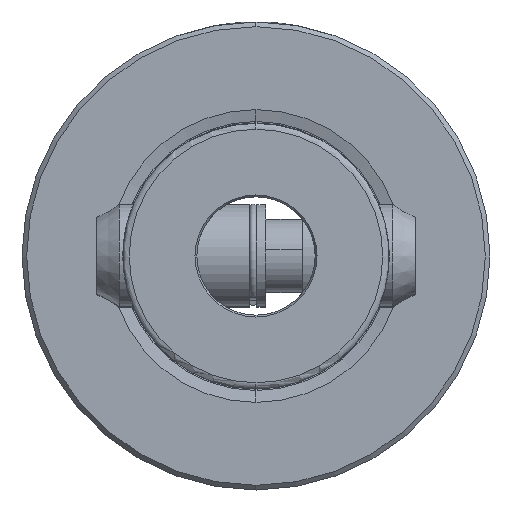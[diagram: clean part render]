
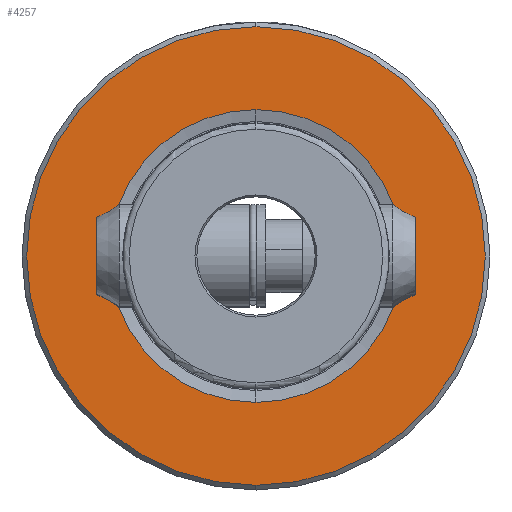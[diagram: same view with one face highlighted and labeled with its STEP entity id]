
A CAD part, left-side view. The second image highlights one B-rep face of the part: STEP entity #4257.
In plain terms, the highlighted face is planar.
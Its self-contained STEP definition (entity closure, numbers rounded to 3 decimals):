
#160 = DIRECTION ( 'NONE',  ( 0., 0., 1. ) ) ;
#267 = CIRCLE ( 'NONE', #4217, 31. ) ;
#297 = CARTESIAN_POINT ( 'NONE',  ( 0., 0., 60. ) ) ;
#313 = VERTEX_POINT ( 'NONE', #3946 ) ;
#331 = AXIS2_PLACEMENT_3D ( 'NONE', #459, #160, #3095 ) ;
#337 = EDGE_CURVE ( 'NONE', #2834, #4115, #3274, .T. ) ;
#380 = CARTESIAN_POINT ( 'NONE',  ( -31., 0., 60. ) ) ;
#419 = CARTESIAN_POINT ( 'NONE',  ( -19.795, 0., 60. ) ) ;
#459 = CARTESIAN_POINT ( 'NONE',  ( 0., 0., 60. ) ) ;
#797 = CARTESIAN_POINT ( 'NONE',  ( 0., 0., 60. ) ) ;
#993 = DIRECTION ( 'NONE',  ( 0., 0., 1. ) ) ;
#1124 = AXIS2_PLACEMENT_3D ( 'NONE', #3480, #1603, #1979 ) ;
#1160 = EDGE_CURVE ( 'NONE', #313, #3094, #267, .T. ) ;
#1179 = DIRECTION ( 'NONE',  ( 0., 0., 1. ) ) ;
#1288 = EDGE_LOOP ( 'NONE', ( #3358, #4137 ) ) ;
#1603 = DIRECTION ( 'NONE',  ( 0., 0., 1. ) ) ;
#1866 = FACE_BOUND ( 'NONE', #1288, .T. ) ;
#1979 = DIRECTION ( 'NONE',  ( 1., 0., 0. ) ) ;
#2146 = CIRCLE ( 'NONE', #1124, 31. ) ;
#2665 = DIRECTION ( 'NONE',  ( 1., 0., 0. ) ) ;
#2806 = CARTESIAN_POINT ( 'NONE',  ( 0., 0., 60. ) ) ;
#2834 = VERTEX_POINT ( 'NONE', #419 ) ;
#3061 = PLANE ( 'NONE',  #331 ) ;
#3094 = VERTEX_POINT ( 'NONE', #380 ) ;
#3095 = DIRECTION ( 'NONE',  ( 1., 0., 0. ) ) ;
#3139 = CIRCLE ( 'NONE', #4616, 19.795 ) ;
#3197 = AXIS2_PLACEMENT_3D ( 'NONE', #297, #4619, #3928 ) ;
#3225 = EDGE_CURVE ( 'NONE', #4115, #2834, #3139, .T. ) ;
#3274 = CIRCLE ( 'NONE', #3197, 19.795 ) ;
#3301 = EDGE_CURVE ( 'NONE', #3094, #313, #2146, .T. ) ;
#3352 = ORIENTED_EDGE ( 'NONE', *, *, #1160, .T. ) ;
#3358 = ORIENTED_EDGE ( 'NONE', *, *, #3225, .F. ) ;
#3480 = CARTESIAN_POINT ( 'NONE',  ( 0., 0., 60. ) ) ;
#3560 = DIRECTION ( 'NONE',  ( 1., 0., 0. ) ) ;
#3815 = EDGE_LOOP ( 'NONE', ( #4580, #3352 ) ) ;
#3928 = DIRECTION ( 'NONE',  ( 1., 0., 0. ) ) ;
#3946 = CARTESIAN_POINT ( 'NONE',  ( 31., 0., 60. ) ) ;
#4115 = VERTEX_POINT ( 'NONE', #4238 ) ;
#4137 = ORIENTED_EDGE ( 'NONE', *, *, #337, .F. ) ;
#4217 = AXIS2_PLACEMENT_3D ( 'NONE', #2806, #993, #3560 ) ;
#4238 = CARTESIAN_POINT ( 'NONE',  ( 19.795, 0., 60. ) ) ;
#4257 = ADVANCED_FACE ( 'NONE', ( #1866, #4668 ), #3061, .T. ) ;
#4580 = ORIENTED_EDGE ( 'NONE', *, *, #3301, .T. ) ;
#4616 = AXIS2_PLACEMENT_3D ( 'NONE', #797, #1179, #2665 ) ;
#4619 = DIRECTION ( 'NONE',  ( 0., 0., 1. ) ) ;
#4668 = FACE_OUTER_BOUND ( 'NONE', #3815, .T. ) ;
